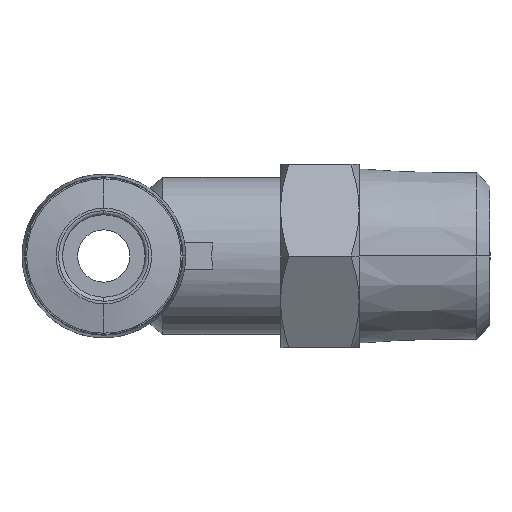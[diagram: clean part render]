
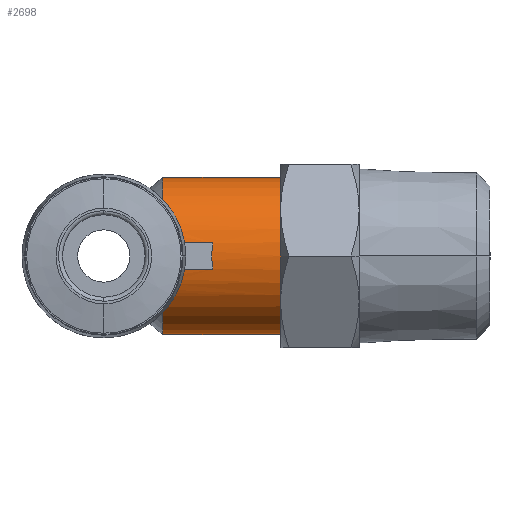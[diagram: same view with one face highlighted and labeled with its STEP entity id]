
A CAD part, left-side view. The second image highlights one B-rep face of the part: STEP entity #2698.
In plain terms, the highlighted cylindrical face has radius 6 mm (diameter 12 mm), a partial arc.
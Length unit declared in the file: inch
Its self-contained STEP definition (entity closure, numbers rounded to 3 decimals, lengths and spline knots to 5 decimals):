
#70 = CARTESIAN_POINT ( 'NONE',  ( 0., 0., 0.23622 ) ) ;
#94 = CARTESIAN_POINT ( 'NONE',  ( -0.23733, 0.2078, -0.01325 ) ) ;
#152 = ORIENTED_EDGE ( 'NONE', *, *, #3853, .T. ) ;
#250 = AXIS2_PLACEMENT_3D ( 'NONE', #4021, #1669, #4405 ) ;
#415 = DIRECTION ( 'NONE',  ( 0., 0., -1. ) ) ;
#559 = EDGE_CURVE ( 'NONE', #2867, #4448, #4341, .T. ) ;
#595 = ORIENTED_EDGE ( 'NONE', *, *, #3628, .F. ) ;
#757 = ORIENTED_EDGE ( 'NONE', *, *, #1228, .T. ) ;
#782 = CARTESIAN_POINT ( 'NONE',  ( -0.21537, 0.32811, 0.09808 ) ) ;
#866 = CARTESIAN_POINT ( 'NONE',  ( -0.22569, 0.30638, -0.0712 ) ) ;
#868 = CARTESIAN_POINT ( 'NONE',  ( 0., 0., -0.23622 ) ) ;
#871 = CARTESIAN_POINT ( 'NONE',  ( -0.23292, 0.20339, -0.03937 ) ) ;
#872 = CARTESIAN_POINT ( 'NONE',  ( 0., 0.17717, -0.23622 ) ) ;
#875 = ORIENTED_EDGE ( 'NONE', *, *, #1371, .T. ) ;
#1022 = LINE ( 'NONE', #2743, #1912 ) ;
#1034 = VECTOR ( 'NONE', #4134, 39.37008 ) ;
#1110 = CARTESIAN_POINT ( 'NONE',  ( -0.23292, 0.17717, -0.03937 ) ) ;
#1167 = CARTESIAN_POINT ( 'NONE',  ( -0.22305, 0.31193, 0.07809 ) ) ;
#1170 = DIRECTION ( 'NONE',  ( 0., -1., 0. ) ) ;
#1216 = EDGE_CURVE ( 'NONE', #2351, #2867, #1472, .T. ) ;
#1228 = EDGE_CURVE ( 'NONE', #3521, #3533, #1486, .T. ) ;
#1250 = CARTESIAN_POINT ( 'NONE',  ( -0.20966, 0.34055, -0.10944 ) ) ;
#1371 = EDGE_CURVE ( 'NONE', #3908, #3786, #1536, .T. ) ;
#1404 = CARTESIAN_POINT ( 'NONE',  ( 0., 0.17717, 0.23622 ) ) ;
#1422 = DIRECTION ( 'NONE',  ( 0., -1., 0. ) ) ;
#1472 = CIRCLE ( 'NONE', #3930, 0.23622 ) ;
#1480 = VECTOR ( 'NONE', #1483, 39.37008 ) ;
#1483 = DIRECTION ( 'NONE',  ( 0., 1., 0. ) ) ;
#1486 = LINE ( 'NONE', #1110, #1480 ) ;
#1536 = B_SPLINE_CURVE_WITH_KNOTS ( 'NONE', 3,
 ( #3487, #4235, #782, #1167, #3876, #1537, #4253, #1925 ),
 .UNSPECIFIED., .F., .F.,
 ( 4, 2, 2, 4 ),
 ( 0., 0.00136, 0.00203, 0.00271 ),
 .UNSPECIFIED. ) ;
#1537 = CARTESIAN_POINT ( 'NONE',  ( -0.22967, 0.29842, 0.05579 ) ) ;
#1538 = CARTESIAN_POINT ( 'NONE',  ( -0.23733, 0.2078, 0.01325 ) ) ;
#1669 = DIRECTION ( 'NONE',  ( 0., -1., 0. ) ) ;
#1698 = ORIENTED_EDGE ( 'NONE', *, *, #4216, .T. ) ;
#1866 = DIRECTION ( 'NONE',  ( 0., -1., 0. ) ) ;
#1912 = VECTOR ( 'NONE', #1989, 39.37008 ) ;
#1925 = CARTESIAN_POINT ( 'NONE',  ( -0.23292, 0.29195, 0.03937 ) ) ;
#1930 = CARTESIAN_POINT ( 'NONE',  ( -0.23292, 0.29195, 0.03937 ) ) ;
#1989 = DIRECTION ( 'NONE',  ( 0., -1., 0. ) ) ;
#1993 = CARTESIAN_POINT ( 'NONE',  ( 0., 0.35433, 0.23622 ) ) ;
#2020 = CIRCLE ( 'NONE', #3573, 0.23622 ) ;
#2085 = FACE_OUTER_BOUND ( 'NONE', #4611, .T. ) ;
#2115 = CARTESIAN_POINT ( 'NONE',  ( -0.20381, 0.35433, 0.11942 ) ) ;
#2153 = CARTESIAN_POINT ( 'NONE',  ( -0.20381, 0.35433, -0.11942 ) ) ;
#2235 = B_SPLINE_CURVE_WITH_KNOTS ( 'NONE', 3,
 ( #2779, #3543, #866, #3575, #1250, #3967 ),
 .UNSPECIFIED., .F., .F.,
 ( 4, 2, 4 ),
 ( 0., 0.00135, 0.00271 ),
 .UNSPECIFIED. ) ;
#2351 = VERTEX_POINT ( 'NONE', #2153 ) ;
#2358 = ORIENTED_EDGE ( 'NONE', *, *, #1216, .T. ) ;
#2476 = ORIENTED_EDGE ( 'NONE', *, *, #2757, .T. ) ;
#2632 = CARTESIAN_POINT ( 'NONE',  ( 0., 0.17717, 0. ) ) ;
#2698 = ADVANCED_FACE ( 'NONE', ( #2085 ), #3548, .T. ) ;
#2700 = CARTESIAN_POINT ( 'NONE',  ( -0.23292, 0.20339, -0.03937 ) ) ;
#2743 = CARTESIAN_POINT ( 'NONE',  ( -0.23292, 0.17717, 0.03937 ) ) ;
#2757 = EDGE_CURVE ( 'NONE', #4882, #3908, #2020, .T. ) ;
#2779 = CARTESIAN_POINT ( 'NONE',  ( -0.23292, 0.29195, -0.03937 ) ) ;
#2867 = VERTEX_POINT ( 'NONE', #4650 ) ;
#2872 = CARTESIAN_POINT ( 'NONE',  ( -0.23292, 0.20339, 0.03937 ) ) ;
#2990 =( BOUNDED_CURVE ( )  B_SPLINE_CURVE ( 3, ( #4254, #1538, #94, #2700 ),
 .UNSPECIFIED., .F., .F. ) 
 B_SPLINE_CURVE_WITH_KNOTS ( ( 4, 4 ),
 ( 2.97414, 3.30904 ),
 .UNSPECIFIED. ) 
 CURVE ( )  GEOMETRIC_REPRESENTATION_ITEM ( )  RATIONAL_B_SPLINE_CURVE ( ( 1., 0.991, 0.991, 1. ) ) 
 REPRESENTATION_ITEM ( '' )  );
#3079 = LINE ( 'NONE', #1404, #1034 ) ;
#3415 = VERTEX_POINT ( 'NONE', #70 ) ;
#3487 = CARTESIAN_POINT ( 'NONE',  ( -0.20381, 0.35433, 0.11942 ) ) ;
#3491 = CARTESIAN_POINT ( 'NONE',  ( 0., 0.35433, 0. ) ) ;
#3521 = VERTEX_POINT ( 'NONE', #871 ) ;
#3533 = VERTEX_POINT ( 'NONE', #3581 ) ;
#3543 = CARTESIAN_POINT ( 'NONE',  ( -0.23005, 0.29764, -0.05631 ) ) ;
#3548 = CYLINDRICAL_SURFACE ( 'NONE', #3982, 0.23622 ) ;
#3573 = AXIS2_PLACEMENT_3D ( 'NONE', #3491, #1170, #3880 ) ;
#3575 = CARTESIAN_POINT ( 'NONE',  ( -0.21539, 0.32806, -0.09805 ) ) ;
#3581 = CARTESIAN_POINT ( 'NONE',  ( -0.23292, 0.29195, -0.03937 ) ) ;
#3628 = EDGE_CURVE ( 'NONE', #3415, #4448, #4864, .T. ) ;
#3729 = ORIENTED_EDGE ( 'NONE', *, *, #4091, .F. ) ;
#3734 = VERTEX_POINT ( 'NONE', #2872 ) ;
#3778 = ORIENTED_EDGE ( 'NONE', *, *, #559, .T. ) ;
#3786 = VERTEX_POINT ( 'NONE', #1930 ) ;
#3817 = DIRECTION ( 'NONE',  ( 0., -1., 0. ) ) ;
#3853 = EDGE_CURVE ( 'NONE', #3533, #2351, #2235, .T. ) ;
#3876 = CARTESIAN_POINT ( 'NONE',  ( -0.22547, 0.30696, 0.0709 ) ) ;
#3880 = DIRECTION ( 'NONE',  ( 0., 0., -1. ) ) ;
#3908 = VERTEX_POINT ( 'NONE', #2115 ) ;
#3930 = AXIS2_PLACEMENT_3D ( 'NONE', #4207, #1866, #4582 ) ;
#3967 = CARTESIAN_POINT ( 'NONE',  ( -0.20381, 0.35433, -0.11942 ) ) ;
#3982 = AXIS2_PLACEMENT_3D ( 'NONE', #2632, #3817, #415 ) ;
#4021 = CARTESIAN_POINT ( 'NONE',  ( 0., 0., 0. ) ) ;
#4091 = EDGE_CURVE ( 'NONE', #4882, #3415, #3079, .T. ) ;
#4134 = DIRECTION ( 'NONE',  ( 0., -1., 0. ) ) ;
#4207 = CARTESIAN_POINT ( 'NONE',  ( 0., 0.35433, 0. ) ) ;
#4216 = EDGE_CURVE ( 'NONE', #3734, #3521, #2990, .T. ) ;
#4235 = CARTESIAN_POINT ( 'NONE',  ( -0.20966, 0.34056, 0.10945 ) ) ;
#4253 = CARTESIAN_POINT ( 'NONE',  ( -0.23149, 0.29479, 0.04783 ) ) ;
#4254 = CARTESIAN_POINT ( 'NONE',  ( -0.23292, 0.20339, 0.03937 ) ) ;
#4341 = LINE ( 'NONE', #872, #4410 ) ;
#4366 = EDGE_CURVE ( 'NONE', #3786, #3734, #1022, .T. ) ;
#4405 = DIRECTION ( 'NONE',  ( 0., 0., -1. ) ) ;
#4410 = VECTOR ( 'NONE', #1422, 39.37008 ) ;
#4448 = VERTEX_POINT ( 'NONE', #868 ) ;
#4502 = ORIENTED_EDGE ( 'NONE', *, *, #4366, .T. ) ;
#4582 = DIRECTION ( 'NONE',  ( 0., 0., -1. ) ) ;
#4611 = EDGE_LOOP ( 'NONE', ( #3729, #2476, #875, #4502, #1698, #757, #152, #2358, #3778, #595 ) ) ;
#4650 = CARTESIAN_POINT ( 'NONE',  ( 0., 0.35433, -0.23622 ) ) ;
#4864 = CIRCLE ( 'NONE', #250, 0.23622 ) ;
#4882 = VERTEX_POINT ( 'NONE', #1993 ) ;
